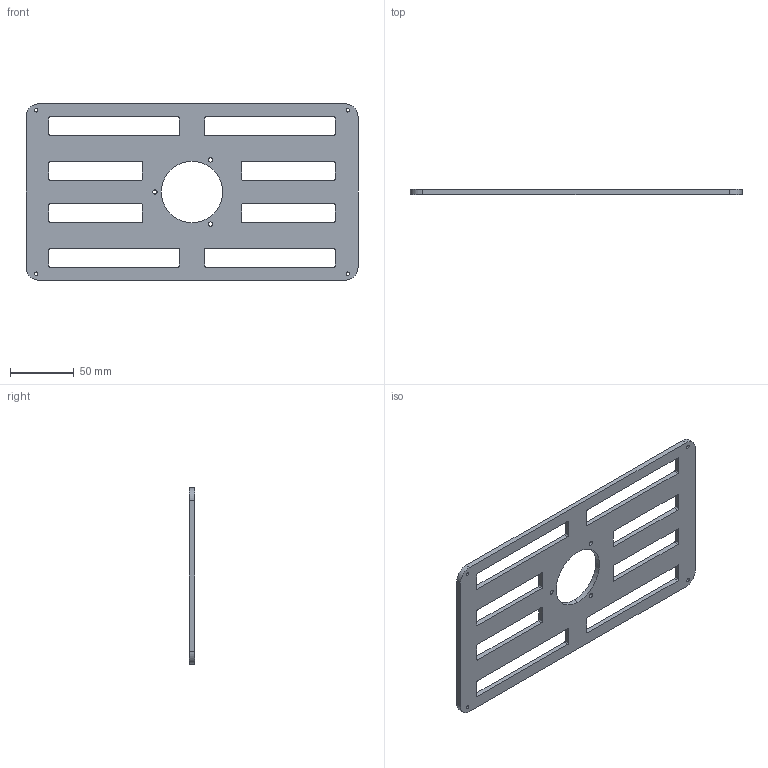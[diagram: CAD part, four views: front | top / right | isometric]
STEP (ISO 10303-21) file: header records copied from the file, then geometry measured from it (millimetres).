
FILE_DESCRIPTION (( 'STEP AP203' ), '1' );
FILE_NAME ('YawÖá¹Ì¶¨°åV2.STEP', '2025-06-11T03:53:35', ( '' ), ( '' ), 'SwSTEP 2.0', 'SolidWorks 2023', '' );
FILE_SCHEMA (( 'CONFIG_CONTROL_DESIGN' ));
Length unit declared in the file: millimetre
Products named in the file (1): Yaw轴固定板V2
Bounding box: 260 x 4 x 138 mm (x, y, z)
Volume: 93771.6 mm3; surface area: 57369.5 mm2
Topology: 1 solids, 1 shells, 90 faces, 264 edges, 176 vertices
Faces by surface type: cylinder 52, plane 38
Entity records: 3173 total; most frequent: DIRECTION 550, CARTESIAN_POINT 531, ORIENTED_EDGE 528, EDGE_CURVE 264, AXIS2_PLACEMENT_3D 195, VERTEX_POINT 176, LINE 160, VECTOR 160
